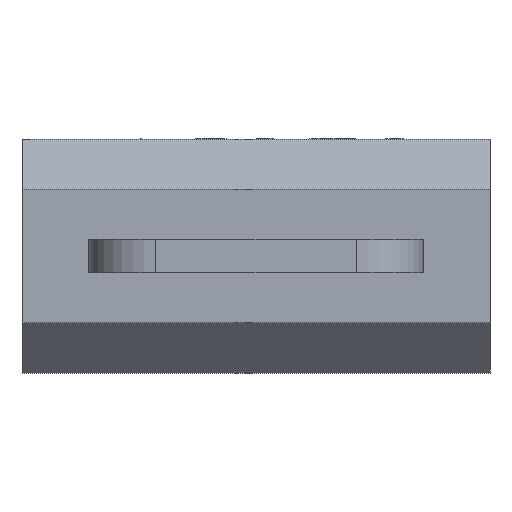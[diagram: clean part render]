
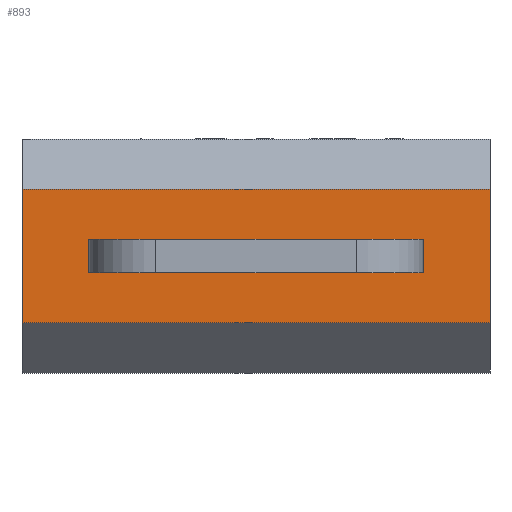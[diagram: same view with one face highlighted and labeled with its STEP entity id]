
A CAD part, front view. The second image highlights one B-rep face of the part: STEP entity #893.
In plain terms, the highlighted planar face has unit normal (0, -1, 0).
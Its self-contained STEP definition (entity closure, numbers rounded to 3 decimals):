
#38=FACE_BOUND('',#143,.T.);
#96=FACE_OUTER_BOUND('',#142,.T.);
#142=EDGE_LOOP('',(#679,#680,#681,#682));
#143=EDGE_LOOP('',(#683,#684,#685,#686));
#204=LINE('',#1494,#286);
#205=LINE('',#1496,#287);
#206=LINE('',#1498,#288);
#207=LINE('',#1499,#289);
#208=LINE('',#1502,#290);
#209=LINE('',#1504,#291);
#210=LINE('',#1506,#292);
#211=LINE('',#1507,#293);
#286=VECTOR('',#1027,10.);
#287=VECTOR('',#1028,10.);
#288=VECTOR('',#1029,10.);
#289=VECTOR('',#1030,10.);
#290=VECTOR('',#1031,10.);
#291=VECTOR('',#1032,10.);
#292=VECTOR('',#1033,10.);
#293=VECTOR('',#1034,10.);
#400=VERTEX_POINT('',#1492);
#401=VERTEX_POINT('',#1493);
#402=VERTEX_POINT('',#1495);
#403=VERTEX_POINT('',#1497);
#404=VERTEX_POINT('',#1500);
#405=VERTEX_POINT('',#1501);
#406=VERTEX_POINT('',#1503);
#407=VERTEX_POINT('',#1505);
#505=EDGE_CURVE('',#400,#401,#204,.T.);
#506=EDGE_CURVE('',#402,#401,#205,.T.);
#507=EDGE_CURVE('',#402,#403,#206,.T.);
#508=EDGE_CURVE('',#400,#403,#207,.T.);
#509=EDGE_CURVE('',#404,#405,#208,.T.);
#510=EDGE_CURVE('',#406,#404,#209,.T.);
#511=EDGE_CURVE('',#407,#406,#210,.T.);
#512=EDGE_CURVE('',#405,#407,#211,.T.);
#679=ORIENTED_EDGE('',*,*,#505,.T.);
#680=ORIENTED_EDGE('',*,*,#506,.F.);
#681=ORIENTED_EDGE('',*,*,#507,.T.);
#682=ORIENTED_EDGE('',*,*,#508,.F.);
#683=ORIENTED_EDGE('',*,*,#509,.F.);
#684=ORIENTED_EDGE('',*,*,#510,.F.);
#685=ORIENTED_EDGE('',*,*,#511,.F.);
#686=ORIENTED_EDGE('',*,*,#512,.F.);
#839=PLANE('',#942);
#893=ADVANCED_FACE('',(#96,#38),#839,.T.);
#942=AXIS2_PLACEMENT_3D('',#1491,#1025,#1026);
#1025=DIRECTION('center_axis',(0.,-1.,0.));
#1026=DIRECTION('ref_axis',(0.,0.,-1.));
#1027=DIRECTION('',(1.,0.,0.));
#1028=DIRECTION('',(0.,0.,-1.));
#1029=DIRECTION('',(-1.,0.,0.));
#1030=DIRECTION('',(0.,0.,1.));
#1031=DIRECTION('',(1.,0.,0.));
#1032=DIRECTION('',(0.,0.,-1.));
#1033=DIRECTION('',(-1.,0.,0.));
#1034=DIRECTION('',(0.,0.,1.));
#1491=CARTESIAN_POINT('Origin',(0.,-9.,2.5));
#1492=CARTESIAN_POINT('',(-7.,-9.,-1.5));
#1493=CARTESIAN_POINT('',(7.,-9.,-1.5));
#1494=CARTESIAN_POINT('',(0.,-9.,-1.5));
#1495=CARTESIAN_POINT('',(7.,-9.,2.5));
#1496=CARTESIAN_POINT('',(7.,-9.,1.));
#1497=CARTESIAN_POINT('',(-7.,-9.,2.5));
#1498=CARTESIAN_POINT('',(0.,-9.,2.5));
#1499=CARTESIAN_POINT('',(-7.,-9.,1.));
#1500=CARTESIAN_POINT('',(-5.,-9.,0.));
#1501=CARTESIAN_POINT('',(5.,-9.,0.));
#1502=CARTESIAN_POINT('',(0.,-9.,0.));
#1503=CARTESIAN_POINT('',(-5.,-9.,1.));
#1504=CARTESIAN_POINT('',(-5.,-9.,1.25));
#1505=CARTESIAN_POINT('',(5.,-9.,1.));
#1506=CARTESIAN_POINT('',(0.,-9.,1.));
#1507=CARTESIAN_POINT('',(5.,-9.,1.25));
